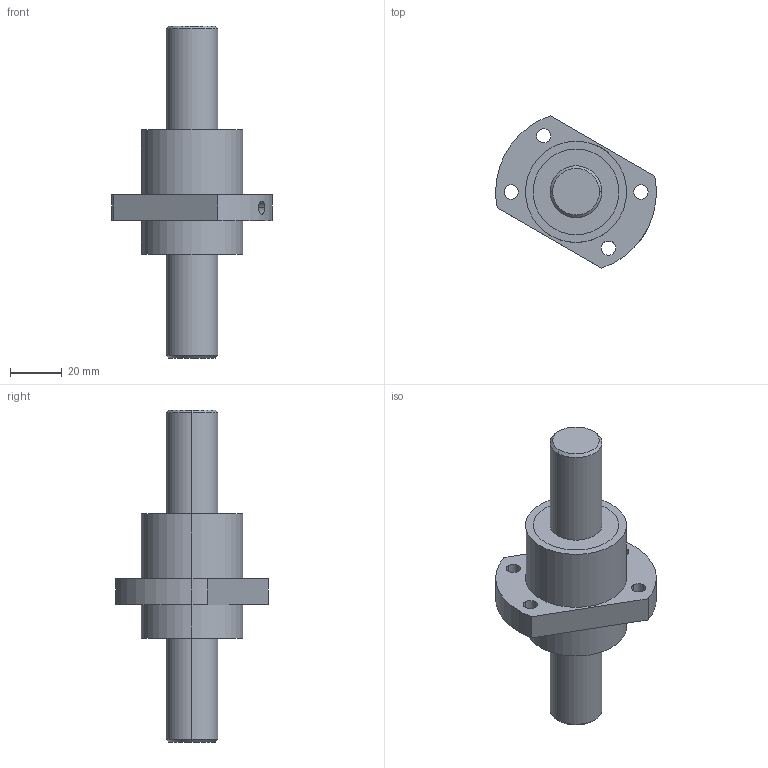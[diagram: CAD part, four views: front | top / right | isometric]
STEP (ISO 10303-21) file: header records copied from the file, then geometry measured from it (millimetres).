
FILE_DESCRIPTION (( 'STEP AP214' ), '1' );
FILE_NAME ('SFY2040-1.6.STEP', '2019-04-24T05:42:56', ( '' ), ( '' ), 'SwSTEP 2.0', 'SolidWorks 2015', '' );
FILE_SCHEMA (( 'AUTOMOTIVE_DESIGN' ));
Length unit declared in the file: millimetre
Products named in the file (1): SFY2040-1.6
Bounding box: 61.98 x 58.76 x 128 mm (x, y, z)
Volume: 92750.2 mm3; surface area: 28092 mm2
Topology: 4 solids, 4 shells, 612 faces, 1676 edges, 1116 vertices
Faces by surface type: bspline 425, plane 101, cylinder 82, cone 4
Entity records: 27811 total; most frequent: CARTESIAN_POINT 16028, ORIENTED_EDGE 3352, EDGE_CURVE 1676, B_SPLINE_CURVE_WITH_KNOTS 1357, VERTEX_POINT 1116, DIRECTION 815, EDGE_LOOP 670, FACE_OUTER_BOUND 612
